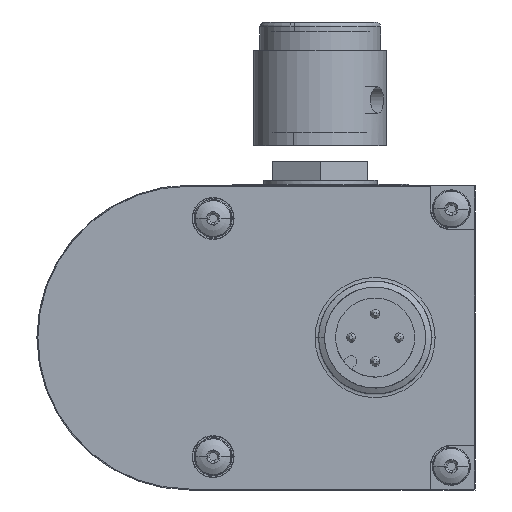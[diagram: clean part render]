
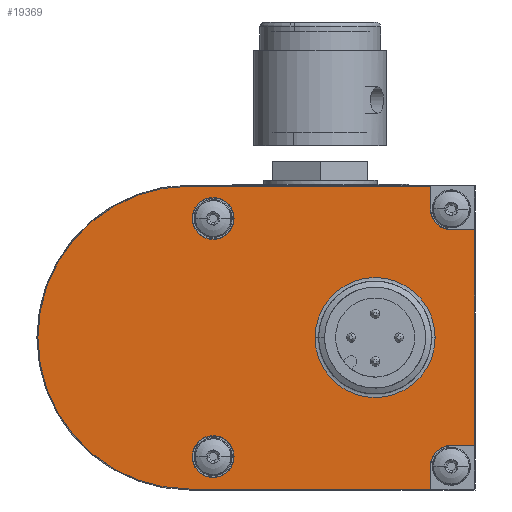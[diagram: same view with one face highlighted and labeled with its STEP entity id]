
A CAD part, left-side view. The second image highlights one B-rep face of the part: STEP entity #19369.
In plain terms, the highlighted planar face has unit normal (-1, 0, 0).
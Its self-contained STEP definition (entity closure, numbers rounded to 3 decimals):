
#719=CARTESIAN_POINT('',(-6.,30.,0.));
#720=DIRECTION('',(-1.,0.,0.));
#721=DIRECTION('',(0.,0.,1.));
#722=AXIS2_PLACEMENT_3D('',#719,#720,#721);
#724=DIRECTION('',(0.,1.,0.));
#725=VECTOR('',#724,25.3);
#726=CARTESIAN_POINT('',(-6.,4.7,15.895));
#727=LINE('',#726,#725);
#728=DIRECTION('',(0.,0.,-1.));
#729=VECTOR('',#728,2.395);
#730=CARTESIAN_POINT('',(-6.,4.7,15.895));
#731=LINE('',#730,#729);
#732=CARTESIAN_POINT('',(-6.,2.5,13.5));
#733=DIRECTION('',(-1.,0.,0.));
#734=DIRECTION('',(0.,1.,0.));
#735=AXIS2_PLACEMENT_3D('',#732,#733,#734);
#737=DIRECTION('',(0.,1.,0.));
#738=VECTOR('',#737,2.395);
#739=CARTESIAN_POINT('',(-6.,0.105,11.3));
#740=LINE('',#739,#738);
#741=DIRECTION('',(0.,0.,1.));
#742=VECTOR('',#741,22.6);
#743=CARTESIAN_POINT('',(-6.,0.105,-11.3));
#744=LINE('',#743,#742);
#745=DIRECTION('',(0.,1.,0.));
#746=VECTOR('',#745,2.395);
#747=CARTESIAN_POINT('',(-6.,0.105,-11.3));
#748=LINE('',#747,#746);
#749=CARTESIAN_POINT('',(-6.,2.5,-13.5));
#750=DIRECTION('',(-1.,0.,0.));
#751=DIRECTION('',(0.,0.,1.));
#752=AXIS2_PLACEMENT_3D('',#749,#750,#751);
#754=DIRECTION('',(0.,0.,1.));
#755=VECTOR('',#754,2.395);
#756=CARTESIAN_POINT('',(-6.,4.7,-15.895));
#757=LINE('',#756,#755);
#758=DIRECTION('',(0.,1.,0.));
#759=VECTOR('',#758,25.3);
#760=CARTESIAN_POINT('',(-6.,4.7,-15.895));
#761=LINE('',#760,#759);
#762=CARTESIAN_POINT('',(-6.,27.5,12.5));
#763=DIRECTION('',(-1.,0.,0.));
#764=DIRECTION('',(0.,0.,1.));
#765=AXIS2_PLACEMENT_3D('',#762,#763,#764);
#767=CARTESIAN_POINT('',(-6.,27.5,12.5));
#768=DIRECTION('',(-1.,0.,0.));
#769=DIRECTION('',(0.,0.,-1.));
#770=AXIS2_PLACEMENT_3D('',#767,#768,#769);
#772=CARTESIAN_POINT('',(-6.,27.5,-12.5));
#773=DIRECTION('',(-1.,0.,0.));
#774=DIRECTION('',(0.,0.,1.));
#775=AXIS2_PLACEMENT_3D('',#772,#773,#774);
#777=CARTESIAN_POINT('',(-6.,27.5,-12.5));
#778=DIRECTION('',(-1.,0.,0.));
#779=DIRECTION('',(0.,0.,-1.));
#780=AXIS2_PLACEMENT_3D('',#777,#778,#779);
#782=CARTESIAN_POINT('',(-6.,10.5,0.));
#783=DIRECTION('',(-1.,0.,0.));
#784=DIRECTION('',(0.,1.,0.));
#785=AXIS2_PLACEMENT_3D('',#782,#783,#784);
#787=CARTESIAN_POINT('',(-6.,10.5,0.));
#788=DIRECTION('',(-1.,0.,0.));
#789=DIRECTION('',(0.,-1.,0.));
#790=AXIS2_PLACEMENT_3D('',#787,#788,#789);
#16716=CARTESIAN_POINT('',(-6.,30.,15.895));
#16718=VERTEX_POINT('',#16716);
#16720=CARTESIAN_POINT('',(-6.,30.,-15.895));
#16722=VERTEX_POINT('',#16720);
#16731=CARTESIAN_POINT('',(-6.,27.5,14.7));
#16732=CARTESIAN_POINT('',(-6.,27.5,10.3));
#16733=VERTEX_POINT('',#16731);
#16734=VERTEX_POINT('',#16732);
#16735=CARTESIAN_POINT('',(-6.,27.5,-10.3));
#16736=CARTESIAN_POINT('',(-6.,27.5,-14.7));
#16737=VERTEX_POINT('',#16735);
#16738=VERTEX_POINT('',#16736);
#16827=CARTESIAN_POINT('',(-6.,16.8,0.));
#16828=CARTESIAN_POINT('',(-6.,4.2,0.));
#16829=VERTEX_POINT('',#16827);
#16830=VERTEX_POINT('',#16828);
#16851=CARTESIAN_POINT('',(-6.,4.7,13.5));
#16852=CARTESIAN_POINT('',(-6.,2.5,11.3));
#16853=VERTEX_POINT('',#16851);
#16854=VERTEX_POINT('',#16852);
#16855=CARTESIAN_POINT('',(-6.,2.5,-11.3));
#16856=CARTESIAN_POINT('',(-6.,4.7,-13.5));
#16857=VERTEX_POINT('',#16855);
#16858=VERTEX_POINT('',#16856);
#16859=CARTESIAN_POINT('',(-6.,4.7,15.895));
#16860=VERTEX_POINT('',#16859);
#16861=CARTESIAN_POINT('',(-6.,0.105,11.3));
#16862=VERTEX_POINT('',#16861);
#16863=CARTESIAN_POINT('',(-6.,0.105,-11.3));
#16864=VERTEX_POINT('',#16863);
#16865=CARTESIAN_POINT('',(-6.,4.7,-15.895));
#16866=VERTEX_POINT('',#16865);
#19328=CARTESIAN_POINT('',(-6.,30.,0.));
#19329=DIRECTION('',(-1.,0.,0.));
#19330=DIRECTION('',(0.,0.,1.));
#19331=AXIS2_PLACEMENT_3D('',#19328,#19329,#19330);
#19332=PLANE('',#19331);
#19333=ORIENTED_EDGE('',*,*,#19320,.F.);
#19334=ORIENTED_EDGE('',*,*,#19107,.F.);
#19336=ORIENTED_EDGE('',*,*,#19335,.T.);
#19338=ORIENTED_EDGE('',*,*,#19337,.T.);
#19340=ORIENTED_EDGE('',*,*,#19339,.F.);
#19341=ORIENTED_EDGE('',*,*,#19153,.F.);
#19343=ORIENTED_EDGE('',*,*,#19342,.T.);
#19345=ORIENTED_EDGE('',*,*,#19344,.T.);
#19347=ORIENTED_EDGE('',*,*,#19346,.F.);
#19348=ORIENTED_EDGE('',*,*,#19270,.T.);
#19349=EDGE_LOOP('',(#19333,#19334,#19336,#19338,#19340,#19341,#19343,#19345,
#19347,#19348));
#19350=FACE_OUTER_BOUND('',#19349,.F.);
#19352=ORIENTED_EDGE('',*,*,#19351,.T.);
#19354=ORIENTED_EDGE('',*,*,#19353,.T.);
#19355=EDGE_LOOP('',(#19352,#19354));
#19356=FACE_BOUND('',#19355,.F.);
#19358=ORIENTED_EDGE('',*,*,#19357,.T.);
#19360=ORIENTED_EDGE('',*,*,#19359,.T.);
#19361=EDGE_LOOP('',(#19358,#19360));
#19362=FACE_BOUND('',#19361,.F.);
#19364=ORIENTED_EDGE('',*,*,#19363,.T.);
#19366=ORIENTED_EDGE('',*,*,#19365,.T.);
#19367=EDGE_LOOP('',(#19364,#19366));
#19368=FACE_BOUND('',#19367,.F.);
#19369=ADVANCED_FACE('',(#19350,#19356,#19362,#19368),#19332,.T.);
#723=CIRCLE('',#722,15.895);
#736=CIRCLE('',#735,2.2);
#753=CIRCLE('',#752,2.2);
#766=CIRCLE('',#765,2.2);
#771=CIRCLE('',#770,2.2);
#776=CIRCLE('',#775,2.2);
#781=CIRCLE('',#780,2.2);
#786=CIRCLE('',#785,6.3);
#791=CIRCLE('',#790,6.3);
#19107=EDGE_CURVE('',#16860,#16718,#727,.T.);
#19153=EDGE_CURVE('',#16864,#16862,#744,.T.);
#19270=EDGE_CURVE('',#16866,#16722,#761,.T.);
#19320=EDGE_CURVE('',#16718,#16722,#723,.T.);
#19335=EDGE_CURVE('',#16860,#16853,#731,.T.);
#19337=EDGE_CURVE('',#16853,#16854,#736,.T.);
#19339=EDGE_CURVE('',#16862,#16854,#740,.T.);
#19342=EDGE_CURVE('',#16864,#16857,#748,.T.);
#19344=EDGE_CURVE('',#16857,#16858,#753,.T.);
#19346=EDGE_CURVE('',#16866,#16858,#757,.T.);
#19351=EDGE_CURVE('',#16733,#16734,#766,.T.);
#19353=EDGE_CURVE('',#16734,#16733,#771,.T.);
#19357=EDGE_CURVE('',#16737,#16738,#776,.T.);
#19359=EDGE_CURVE('',#16738,#16737,#781,.T.);
#19363=EDGE_CURVE('',#16829,#16830,#786,.T.);
#19365=EDGE_CURVE('',#16830,#16829,#791,.T.);
